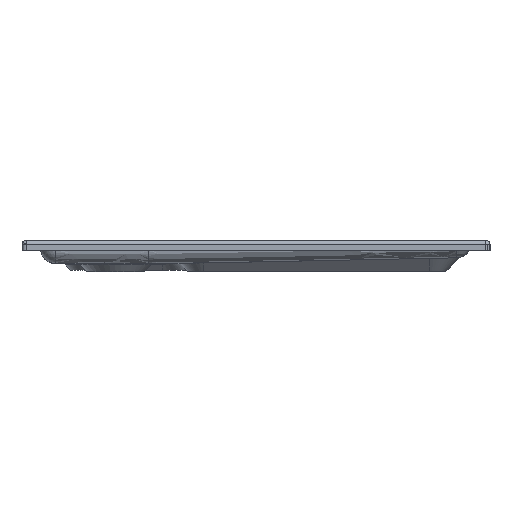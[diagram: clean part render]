
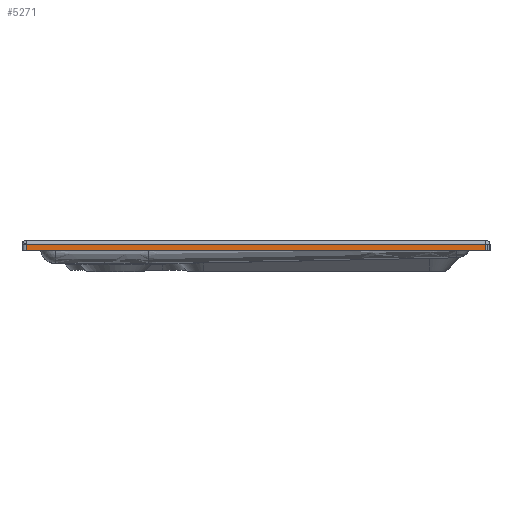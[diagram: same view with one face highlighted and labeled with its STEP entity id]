
A CAD part, left-side view. The second image highlights one B-rep face of the part: STEP entity #5271.
In plain terms, the highlighted face is planar.
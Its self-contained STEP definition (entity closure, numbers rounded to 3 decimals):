
#5123=CARTESIAN_POINT('',(-712.0,180.0,19.5));
#5124=VERTEX_POINT('',#5123);
#5132=CARTESIAN_POINT('',(172.0,180.0,19.5));
#5133=VERTEX_POINT('',#5132);
#5134=CARTESIAN_POINT('',(-712.0,180.0,19.5));
#5135=DIRECTION('',(1.0,0.0,0.0));
#5136=VECTOR('',#5135,884.0);
#5137=LINE('',#5134,#5136);
#5138=EDGE_CURVE('',#5124,#5133,#5137,.T.);
#5241=CARTESIAN_POINT('',(-720.0,180.0,0.0));
#5242=DIRECTION('',(0.0,-1.0,0.0));
#5243=DIRECTION('',(0.0,0.0,-1.0));
#5244=AXIS2_PLACEMENT_3D('',#5241,#5242,#5243);
#5245=PLANE('',#5244);
#5246=ORIENTED_EDGE('',*,*,#5138,.F.);
#5247=CARTESIAN_POINT('',(-712.0,180.0,31.5));
#5248=VERTEX_POINT('',#5247);
#5249=CARTESIAN_POINT('',(-712.0,180.0,19.5));
#5250=DIRECTION('',(0.0,0.0,1.0));
#5251=VECTOR('',#5250,12.0);
#5252=LINE('',#5249,#5251);
#5253=EDGE_CURVE('',#5124,#5248,#5252,.T.);
#5254=ORIENTED_EDGE('',*,*,#5253,.T.);
#5255=CARTESIAN_POINT('',(172.0,180.0,31.5));
#5256=VERTEX_POINT('',#5255);
#5257=CARTESIAN_POINT('',(-712.0,180.0,31.5));
#5258=DIRECTION('',(1.0,0.0,0.0));
#5259=VECTOR('',#5258,884.0);
#5260=LINE('',#5257,#5259);
#5261=EDGE_CURVE('',#5248,#5256,#5260,.T.);
#5262=ORIENTED_EDGE('',*,*,#5261,.T.);
#5263=CARTESIAN_POINT('',(172.0,180.0,19.5));
#5264=DIRECTION('',(0.0,0.0,1.0));
#5265=VECTOR('',#5264,12.0);
#5266=LINE('',#5263,#5265);
#5267=EDGE_CURVE('',#5133,#5256,#5266,.T.);
#5268=ORIENTED_EDGE('',*,*,#5267,.F.);
#5269=EDGE_LOOP('',(#5246,#5254,#5262,#5268));
#5270=FACE_OUTER_BOUND('',#5269,.T.);
#5271=ADVANCED_FACE('',(#5270),#5245,.F.);
